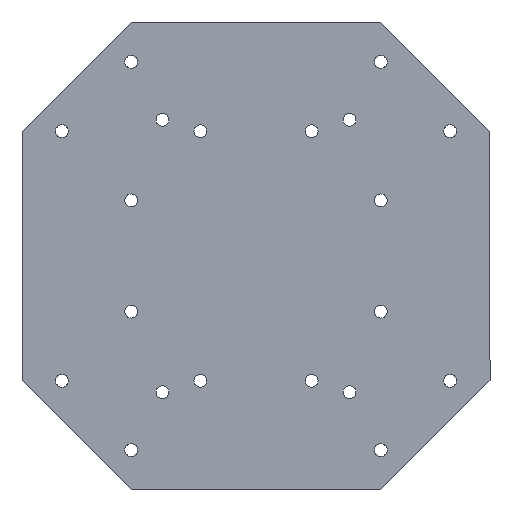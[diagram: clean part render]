
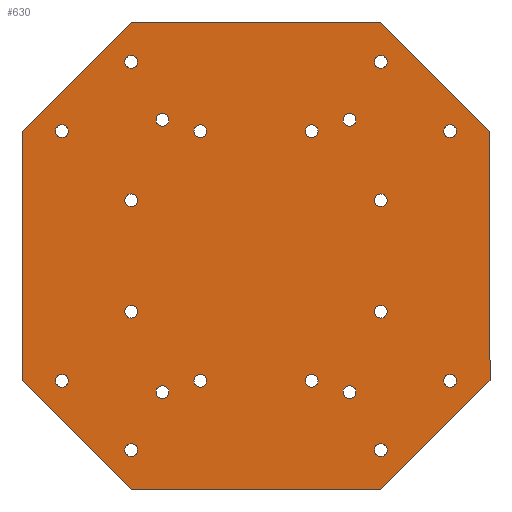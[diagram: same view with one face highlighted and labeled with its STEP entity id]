
A CAD part, front view. The second image highlights one B-rep face of the part: STEP entity #630.
In plain terms, the highlighted planar face has unit normal (0, -1, 0).
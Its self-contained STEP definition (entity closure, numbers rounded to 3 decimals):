
#35=FACE_BOUND('',#125,.T.);
#36=FACE_BOUND('',#126,.T.);
#37=FACE_BOUND('',#127,.T.);
#38=FACE_BOUND('',#128,.T.);
#39=FACE_BOUND('',#129,.T.);
#40=FACE_BOUND('',#130,.T.);
#41=FACE_BOUND('',#131,.T.);
#42=FACE_BOUND('',#132,.T.);
#43=FACE_BOUND('',#133,.T.);
#44=FACE_BOUND('',#134,.T.);
#45=FACE_BOUND('',#135,.T.);
#46=FACE_BOUND('',#136,.T.);
#47=FACE_BOUND('',#137,.T.);
#48=FACE_BOUND('',#138,.T.);
#49=FACE_BOUND('',#139,.T.);
#50=FACE_BOUND('',#140,.T.);
#51=FACE_BOUND('',#141,.T.);
#52=FACE_BOUND('',#142,.T.);
#53=FACE_BOUND('',#143,.T.);
#54=FACE_BOUND('',#144,.T.);
#60=PLANE('',#707);
#74=FACE_OUTER_BOUND('',#124,.T.);
#124=EDGE_LOOP('',(#493,#494,#495,#496,#497,#498,#499,#500));
#125=EDGE_LOOP('',(#501));
#126=EDGE_LOOP('',(#502));
#127=EDGE_LOOP('',(#503));
#128=EDGE_LOOP('',(#504));
#129=EDGE_LOOP('',(#505));
#130=EDGE_LOOP('',(#506));
#131=EDGE_LOOP('',(#507));
#132=EDGE_LOOP('',(#508));
#133=EDGE_LOOP('',(#509));
#134=EDGE_LOOP('',(#510));
#135=EDGE_LOOP('',(#511));
#136=EDGE_LOOP('',(#512));
#137=EDGE_LOOP('',(#513));
#138=EDGE_LOOP('',(#514));
#139=EDGE_LOOP('',(#515));
#140=EDGE_LOOP('',(#516));
#141=EDGE_LOOP('',(#517));
#142=EDGE_LOOP('',(#518));
#143=EDGE_LOOP('',(#519));
#144=EDGE_LOOP('',(#520));
#171=LINE('',#962,#215);
#175=LINE('',#971,#219);
#179=LINE('',#980,#223);
#183=LINE('',#989,#227);
#189=LINE('',#1029,#233);
#190=LINE('',#1030,#234);
#191=LINE('',#1031,#235);
#192=LINE('',#1032,#236);
#215=VECTOR('',#778,10.);
#219=VECTOR('',#784,10.);
#223=VECTOR('',#790,10.);
#227=VECTOR('',#796,10.);
#233=VECTOR('',#838,10.);
#234=VECTOR('',#839,10.);
#235=VECTOR('',#840,10.);
#236=VECTOR('',#841,10.);
#254=CIRCLE('',#676,1.5);
#256=CIRCLE('',#679,1.5);
#258=CIRCLE('',#682,1.5);
#260=CIRCLE('',#685,1.5);
#277=CIRCLE('',#708,1.5);
#278=CIRCLE('',#709,1.5);
#279=CIRCLE('',#710,1.5);
#280=CIRCLE('',#711,1.5);
#281=CIRCLE('',#712,1.5);
#282=CIRCLE('',#713,1.5);
#283=CIRCLE('',#714,1.5);
#284=CIRCLE('',#715,1.5);
#285=CIRCLE('',#716,1.5);
#286=CIRCLE('',#717,1.5);
#287=CIRCLE('',#718,1.5);
#288=CIRCLE('',#719,1.5);
#289=CIRCLE('',#720,1.5);
#290=CIRCLE('',#721,1.5);
#291=CIRCLE('',#722,1.5);
#292=CIRCLE('',#723,1.5);
#294=VERTEX_POINT('',#934);
#296=VERTEX_POINT('',#940);
#298=VERTEX_POINT('',#946);
#300=VERTEX_POINT('',#952);
#303=VERTEX_POINT('',#959);
#304=VERTEX_POINT('',#961);
#307=VERTEX_POINT('',#968);
#308=VERTEX_POINT('',#970);
#311=VERTEX_POINT('',#977);
#312=VERTEX_POINT('',#979);
#315=VERTEX_POINT('',#986);
#316=VERTEX_POINT('',#988);
#333=VERTEX_POINT('',#1033);
#334=VERTEX_POINT('',#1035);
#335=VERTEX_POINT('',#1037);
#336=VERTEX_POINT('',#1039);
#337=VERTEX_POINT('',#1041);
#338=VERTEX_POINT('',#1043);
#339=VERTEX_POINT('',#1045);
#340=VERTEX_POINT('',#1047);
#341=VERTEX_POINT('',#1049);
#342=VERTEX_POINT('',#1051);
#343=VERTEX_POINT('',#1053);
#344=VERTEX_POINT('',#1055);
#345=VERTEX_POINT('',#1057);
#346=VERTEX_POINT('',#1059);
#347=VERTEX_POINT('',#1061);
#348=VERTEX_POINT('',#1063);
#351=EDGE_CURVE('',#294,#294,#254,.T.);
#354=EDGE_CURVE('',#296,#296,#256,.T.);
#357=EDGE_CURVE('',#298,#298,#258,.T.);
#360=EDGE_CURVE('',#300,#300,#260,.T.);
#363=EDGE_CURVE('',#304,#303,#171,.T.);
#367=EDGE_CURVE('',#308,#307,#175,.T.);
#371=EDGE_CURVE('',#312,#311,#179,.T.);
#375=EDGE_CURVE('',#316,#315,#183,.T.);
#397=EDGE_CURVE('',#316,#303,#189,.T.);
#398=EDGE_CURVE('',#308,#315,#190,.T.);
#399=EDGE_CURVE('',#312,#307,#191,.T.);
#400=EDGE_CURVE('',#304,#311,#192,.T.);
#401=EDGE_CURVE('',#333,#333,#277,.T.);
#402=EDGE_CURVE('',#334,#334,#278,.T.);
#403=EDGE_CURVE('',#335,#335,#279,.T.);
#404=EDGE_CURVE('',#336,#336,#280,.T.);
#405=EDGE_CURVE('',#337,#337,#281,.T.);
#406=EDGE_CURVE('',#338,#338,#282,.T.);
#407=EDGE_CURVE('',#339,#339,#283,.T.);
#408=EDGE_CURVE('',#340,#340,#284,.T.);
#409=EDGE_CURVE('',#341,#341,#285,.T.);
#410=EDGE_CURVE('',#342,#342,#286,.T.);
#411=EDGE_CURVE('',#343,#343,#287,.T.);
#412=EDGE_CURVE('',#344,#344,#288,.T.);
#413=EDGE_CURVE('',#345,#345,#289,.T.);
#414=EDGE_CURVE('',#346,#346,#290,.T.);
#415=EDGE_CURVE('',#347,#347,#291,.T.);
#416=EDGE_CURVE('',#348,#348,#292,.T.);
#493=ORIENTED_EDGE('',*,*,#363,.T.);
#494=ORIENTED_EDGE('',*,*,#397,.F.);
#495=ORIENTED_EDGE('',*,*,#375,.T.);
#496=ORIENTED_EDGE('',*,*,#398,.F.);
#497=ORIENTED_EDGE('',*,*,#367,.T.);
#498=ORIENTED_EDGE('',*,*,#399,.F.);
#499=ORIENTED_EDGE('',*,*,#371,.T.);
#500=ORIENTED_EDGE('',*,*,#400,.F.);
#501=ORIENTED_EDGE('',*,*,#351,.T.);
#502=ORIENTED_EDGE('',*,*,#354,.T.);
#503=ORIENTED_EDGE('',*,*,#357,.T.);
#504=ORIENTED_EDGE('',*,*,#360,.T.);
#505=ORIENTED_EDGE('',*,*,#401,.T.);
#506=ORIENTED_EDGE('',*,*,#402,.T.);
#507=ORIENTED_EDGE('',*,*,#403,.T.);
#508=ORIENTED_EDGE('',*,*,#404,.T.);
#509=ORIENTED_EDGE('',*,*,#405,.T.);
#510=ORIENTED_EDGE('',*,*,#406,.T.);
#511=ORIENTED_EDGE('',*,*,#407,.T.);
#512=ORIENTED_EDGE('',*,*,#408,.T.);
#513=ORIENTED_EDGE('',*,*,#409,.T.);
#514=ORIENTED_EDGE('',*,*,#410,.T.);
#515=ORIENTED_EDGE('',*,*,#411,.T.);
#516=ORIENTED_EDGE('',*,*,#412,.T.);
#517=ORIENTED_EDGE('',*,*,#413,.T.);
#518=ORIENTED_EDGE('',*,*,#414,.T.);
#519=ORIENTED_EDGE('',*,*,#415,.T.);
#520=ORIENTED_EDGE('',*,*,#416,.T.);
#630=ADVANCED_FACE('',(#74,#35,#36,#37,#38,#39,#40,#41,#42,#43,#44,#45,
#46,#47,#48,#49,#50,#51,#52,#53,#54),#60,.F.);
#676=AXIS2_PLACEMENT_3D('',#936,#751,#752);
#679=AXIS2_PLACEMENT_3D('',#942,#758,#759);
#682=AXIS2_PLACEMENT_3D('',#948,#765,#766);
#685=AXIS2_PLACEMENT_3D('',#954,#772,#773);
#707=AXIS2_PLACEMENT_3D('',#1028,#836,#837);
#708=AXIS2_PLACEMENT_3D('',#1034,#842,#843);
#709=AXIS2_PLACEMENT_3D('',#1036,#844,#845);
#710=AXIS2_PLACEMENT_3D('',#1038,#846,#847);
#711=AXIS2_PLACEMENT_3D('',#1040,#848,#849);
#712=AXIS2_PLACEMENT_3D('',#1042,#850,#851);
#713=AXIS2_PLACEMENT_3D('',#1044,#852,#853);
#714=AXIS2_PLACEMENT_3D('',#1046,#854,#855);
#715=AXIS2_PLACEMENT_3D('',#1048,#856,#857);
#716=AXIS2_PLACEMENT_3D('',#1050,#858,#859);
#717=AXIS2_PLACEMENT_3D('',#1052,#860,#861);
#718=AXIS2_PLACEMENT_3D('',#1054,#862,#863);
#719=AXIS2_PLACEMENT_3D('',#1056,#864,#865);
#720=AXIS2_PLACEMENT_3D('',#1058,#866,#867);
#721=AXIS2_PLACEMENT_3D('',#1060,#868,#869);
#722=AXIS2_PLACEMENT_3D('',#1062,#870,#871);
#723=AXIS2_PLACEMENT_3D('',#1064,#872,#873);
#751=DIRECTION('center_axis',(0.,1.,0.));
#752=DIRECTION('ref_axis',(-1.,0.,0.));
#758=DIRECTION('center_axis',(0.,1.,0.));
#759=DIRECTION('ref_axis',(-1.,0.,0.));
#765=DIRECTION('center_axis',(0.,1.,0.));
#766=DIRECTION('ref_axis',(-1.,0.,0.));
#772=DIRECTION('center_axis',(0.,1.,0.));
#773=DIRECTION('ref_axis',(-1.,0.,0.));
#778=DIRECTION('',(-0.707,0.,-0.707));
#784=DIRECTION('',(0.707,0.,0.707));
#790=DIRECTION('',(-0.707,0.,0.707));
#796=DIRECTION('',(0.707,0.,-0.707));
#836=DIRECTION('center_axis',(0.,1.,0.));
#837=DIRECTION('ref_axis',(0.,0.,1.));
#838=DIRECTION('',(0.,0.,1.));
#839=DIRECTION('',(-1.,0.,0.));
#840=DIRECTION('',(0.,0.,-1.));
#841=DIRECTION('',(1.,0.,0.));
#842=DIRECTION('center_axis',(0.,1.,0.));
#843=DIRECTION('ref_axis',(1.,0.,0.));
#844=DIRECTION('center_axis',(0.,1.,0.));
#845=DIRECTION('ref_axis',(1.,0.,0.));
#846=DIRECTION('center_axis',(0.,1.,0.));
#847=DIRECTION('ref_axis',(1.,0.,0.));
#848=DIRECTION('center_axis',(0.,1.,0.));
#849=DIRECTION('ref_axis',(1.,0.,0.));
#850=DIRECTION('center_axis',(0.,1.,0.));
#851=DIRECTION('ref_axis',(1.,0.,0.));
#852=DIRECTION('center_axis',(0.,1.,0.));
#853=DIRECTION('ref_axis',(1.,0.,0.));
#854=DIRECTION('center_axis',(0.,1.,0.));
#855=DIRECTION('ref_axis',(1.,0.,0.));
#856=DIRECTION('center_axis',(0.,1.,0.));
#857=DIRECTION('ref_axis',(1.,0.,0.));
#858=DIRECTION('center_axis',(0.,1.,0.));
#859=DIRECTION('ref_axis',(1.,0.,0.));
#860=DIRECTION('center_axis',(0.,1.,0.));
#861=DIRECTION('ref_axis',(1.,0.,0.));
#862=DIRECTION('center_axis',(0.,1.,0.));
#863=DIRECTION('ref_axis',(1.,0.,0.));
#864=DIRECTION('center_axis',(0.,1.,0.));
#865=DIRECTION('ref_axis',(1.,0.,0.));
#866=DIRECTION('center_axis',(0.,1.,0.));
#867=DIRECTION('ref_axis',(1.,0.,0.));
#868=DIRECTION('center_axis',(0.,1.,0.));
#869=DIRECTION('ref_axis',(1.,0.,0.));
#870=DIRECTION('center_axis',(0.,1.,0.));
#871=DIRECTION('ref_axis',(1.,0.,0.));
#872=DIRECTION('center_axis',(0.,1.,0.));
#873=DIRECTION('ref_axis',(1.,0.,0.));
#934=CARTESIAN_POINT('',(-75.5,0.,87.));
#936=CARTESIAN_POINT('Origin',(-77.,0.,87.));
#940=CARTESIAN_POINT('',(-75.5,0.,23.));
#942=CARTESIAN_POINT('Origin',(-77.,0.,23.));
#946=CARTESIAN_POINT('',(-31.5,0.,23.));
#948=CARTESIAN_POINT('Origin',(-33.,0.,23.));
#952=CARTESIAN_POINT('',(-31.5,0.,87.));
#954=CARTESIAN_POINT('Origin',(-33.,0.,87.));
#959=CARTESIAN_POINT('',(-110.,0.,84.345));
#961=CARTESIAN_POINT('',(-84.345,0.,110.));
#962=CARTESIAN_POINT('',(-107.044,0.,87.301));
#968=CARTESIAN_POINT('',(0.,0.,25.655));
#970=CARTESIAN_POINT('',(-25.655,0.,0.));
#971=CARTESIAN_POINT('',(-9.871,0.,15.784));
#977=CARTESIAN_POINT('',(-25.655,0.,110.));
#979=CARTESIAN_POINT('',(0.,0.,84.345));
#980=CARTESIAN_POINT('',(-25.84,0.,110.185));
#986=CARTESIAN_POINT('',(-84.345,0.,0.));
#988=CARTESIAN_POINT('',(-110.,0.,25.655));
#989=CARTESIAN_POINT('',(-97.357,0.,13.012));
#1028=CARTESIAN_POINT('Origin',(-75.112,0.,61.283));
#1029=CARTESIAN_POINT('',(-110.,0.,0.));
#1030=CARTESIAN_POINT('',(0.,0.,0.));
#1031=CARTESIAN_POINT('',(0.,0.,110.));
#1032=CARTESIAN_POINT('',(-110.,0.,110.));
#1033=CARTESIAN_POINT('',(-85.845,0.,68.081));
#1034=CARTESIAN_POINT('Origin',(-84.345,0.,68.081));
#1035=CARTESIAN_POINT('',(-102.108,0.,84.345));
#1036=CARTESIAN_POINT('Origin',(-100.608,0.,84.345));
#1037=CARTESIAN_POINT('',(-43.419,0.,25.655));
#1038=CARTESIAN_POINT('Origin',(-41.919,0.,25.655));
#1039=CARTESIAN_POINT('',(-27.155,0.,9.392));
#1040=CARTESIAN_POINT('Origin',(-25.655,0.,9.392));
#1041=CARTESIAN_POINT('',(-85.845,0.,41.919));
#1042=CARTESIAN_POINT('Origin',(-84.345,0.,41.919));
#1043=CARTESIAN_POINT('',(-69.581,0.,25.655));
#1044=CARTESIAN_POINT('Origin',(-68.081,0.,25.655));
#1045=CARTESIAN_POINT('',(-102.108,0.,25.655));
#1046=CARTESIAN_POINT('Origin',(-100.608,0.,25.655));
#1047=CARTESIAN_POINT('',(-85.845,0.,9.392));
#1048=CARTESIAN_POINT('Origin',(-84.345,0.,9.392));
#1049=CARTESIAN_POINT('',(-69.581,0.,84.345));
#1050=CARTESIAN_POINT('Origin',(-68.081,0.,84.345));
#1051=CARTESIAN_POINT('',(-85.845,0.,100.608));
#1052=CARTESIAN_POINT('Origin',(-84.345,0.,100.608));
#1053=CARTESIAN_POINT('',(-27.155,0.,68.081));
#1054=CARTESIAN_POINT('Origin',(-25.655,0.,68.081));
#1055=CARTESIAN_POINT('',(-43.419,0.,84.345));
#1056=CARTESIAN_POINT('Origin',(-41.919,0.,84.345));
#1057=CARTESIAN_POINT('',(-10.892,0.,84.345));
#1058=CARTESIAN_POINT('Origin',(-9.392,0.,84.345));
#1059=CARTESIAN_POINT('',(-27.155,0.,100.608));
#1060=CARTESIAN_POINT('Origin',(-25.655,0.,100.608));
#1061=CARTESIAN_POINT('',(-27.155,0.,41.919));
#1062=CARTESIAN_POINT('Origin',(-25.655,0.,41.919));
#1063=CARTESIAN_POINT('',(-10.892,0.,25.655));
#1064=CARTESIAN_POINT('Origin',(-9.392,0.,25.655));
